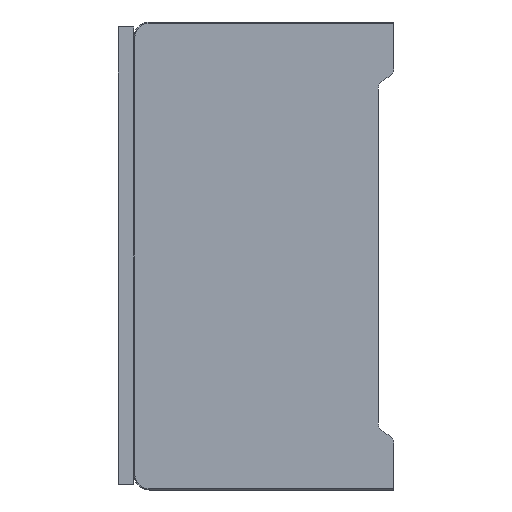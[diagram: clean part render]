
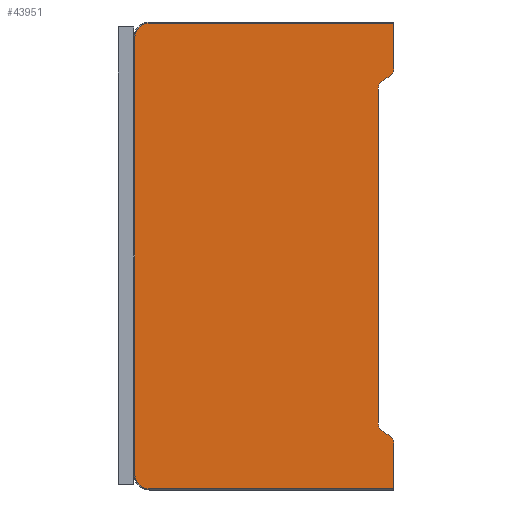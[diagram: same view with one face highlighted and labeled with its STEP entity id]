
A CAD part, left-side view. The second image highlights one B-rep face of the part: STEP entity #43951.
In plain terms, the highlighted planar face has unit normal (-1, 0, 0).
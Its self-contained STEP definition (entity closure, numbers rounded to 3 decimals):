
#2624=DIRECTION('',(0.,0.,-1.));
#2625=VECTOR('',#2624,84.);
#2626=CARTESIAN_POINT('',(0.,49.8,
-3.));
#2627=LINE('',#2626,#2625);
#2643=DIRECTION('',(0.,1.,0.));
#2644=VECTOR('',#2643,47.);
#2645=CARTESIAN_POINT('',(0.,0.,-0.2));
#2646=LINE('',#2645,#2644);
#3923=DIRECTION('',(0.,0.,1.));
#3924=VECTOR('',#3923,8.8);
#3925=CARTESIAN_POINT('',(0.,0.,-89.8));
#3926=LINE('',#3925,#3924);
#3959=DIRECTION('',(0.,0.,1.));
#3960=VECTOR('',#3959,64.226);
#3961=CARTESIAN_POINT('',(0.,3.,-77.113));
#3962=LINE('',#3961,#3960);
#12179=DIRECTION('',(0.,-0.866,-0.5));
#12180=VECTOR('',#12179,1.309);
#12181=CARTESIAN_POINT('',(0.,2.,-78.845));
#12182=LINE('',#12181,#12180);
#12183=CARTESIAN_POINT('',(0.,1.732,-81.));
#12184=DIRECTION('',(1.,0.,0.));
#12185=DIRECTION('',(0.,-0.5,0.866));
#12186=AXIS2_PLACEMENT_3D('',#12183,#12184,#12185);
#12188=CARTESIAN_POINT('',(0.,47.,-87.));
#12189=DIRECTION('',(1.,0.,0.));
#12190=DIRECTION('',(0.,0.,-1.));
#12191=AXIS2_PLACEMENT_3D('',#12188,#12189,#12190);
#12193=CARTESIAN_POINT('',(0.,47.,-3.));
#12194=DIRECTION('',(1.,0.,0.));
#12195=DIRECTION('',(0.,1.,0.));
#12196=AXIS2_PLACEMENT_3D('',#12193,#12194,#12195);
#12198=DIRECTION('',(0.,0.,-1.));
#12199=VECTOR('',#12198,8.8);
#12200=CARTESIAN_POINT('',(0.,0.,-0.2));
#12201=LINE('',#12200,#12199);
#12202=CARTESIAN_POINT('',(0.,1.732,-9.));
#12203=DIRECTION('',(1.,0.,0.));
#12204=DIRECTION('',(0.,-1.,0.));
#12205=AXIS2_PLACEMENT_3D('',#12202,#12203,#12204);
#12207=DIRECTION('',(0.,0.866,-0.5));
#12208=VECTOR('',#12207,1.309);
#12209=CARTESIAN_POINT('',(0.,0.866,-10.5));
#12210=LINE('',#12209,#12208);
#12211=CARTESIAN_POINT('',(0.,1.,-12.887));
#12212=DIRECTION('',(-1.,0.,0.));
#12213=DIRECTION('',(0.,0.5,0.866));
#12214=AXIS2_PLACEMENT_3D('',#12211,#12212,#12213);
#12216=CARTESIAN_POINT('',(0.,1.,-77.113));
#12217=DIRECTION('',(-1.,0.,0.));
#12218=DIRECTION('',(0.,1.,0.));
#12219=AXIS2_PLACEMENT_3D('',#12216,#12217,#12218);
#12225=DIRECTION('',(0.,-1.,0.));
#12226=VECTOR('',#12225,47.);
#12227=CARTESIAN_POINT('',(0.,47.,
-89.8));
#12228=LINE('',#12227,#12226);
#24964=CARTESIAN_POINT('',(0.,0.,-81.));
#24966=VERTEX_POINT('',#24964);
#24971=CARTESIAN_POINT('',(0.,0.,-89.8));
#24972=VERTEX_POINT('',#24971);
#24973=CARTESIAN_POINT('',(0.,0.866,-79.5));
#24975=VERTEX_POINT('',#24973);
#24980=CARTESIAN_POINT('',(0.,2.,-78.845));
#24982=VERTEX_POINT('',#24980);
#24985=CARTESIAN_POINT('',(0.,3.,-77.113));
#24987=VERTEX_POINT('',#24985);
#24992=CARTESIAN_POINT('',(0.,3.,-12.887));
#24994=VERTEX_POINT('',#24992);
#25013=CARTESIAN_POINT('',(0.,2.,-11.155));
#25015=VERTEX_POINT('',#25013);
#25020=CARTESIAN_POINT('',(0.,0.866,-10.5));
#25022=VERTEX_POINT('',#25020);
#25025=CARTESIAN_POINT('',(0.,0.,-9.));
#25027=VERTEX_POINT('',#25025);
#25037=CARTESIAN_POINT('',(0.,0.,-0.2));
#25038=VERTEX_POINT('',#25037);
#26367=CARTESIAN_POINT('',(0.,49.8,-87.));
#26368=VERTEX_POINT('',#26367);
#26369=CARTESIAN_POINT('',(0.,47.,
-89.8));
#26370=VERTEX_POINT('',#26369);
#26371=CARTESIAN_POINT('',(0.,49.8,-3.));
#26372=VERTEX_POINT('',#26371);
#26373=CARTESIAN_POINT('',(0.,47.,-0.2));
#26374=VERTEX_POINT('',#26373);
#43929=CARTESIAN_POINT('',(0.,24.9,-45.));
#43930=DIRECTION('',(1.,0.,0.));
#43931=DIRECTION('',(0.,0.,1.));
#43932=AXIS2_PLACEMENT_3D('',#43929,#43930,#43931);
#43933=PLANE('',#43932);
#43934=ORIENTED_EDGE('',*,*,#34612,.T.);
#43935=ORIENTED_EDGE('',*,*,#34594,.T.);
#43936=ORIENTED_EDGE('',*,*,#34576,.F.);
#43938=ORIENTED_EDGE('',*,*,#43937,.F.);
#43939=ORIENTED_EDGE('',*,*,#33233,.T.);
#43940=ORIENTED_EDGE('',*,*,#33248,.F.);
#43941=ORIENTED_EDGE('',*,*,#33262,.T.);
#43942=ORIENTED_EDGE('',*,*,#33275,.F.);
#43943=ORIENTED_EDGE('',*,*,#33298,.T.);
#43944=ORIENTED_EDGE('',*,*,#34724,.T.);
#43945=ORIENTED_EDGE('',*,*,#34708,.T.);
#43946=ORIENTED_EDGE('',*,*,#34690,.T.);
#43947=ORIENTED_EDGE('',*,*,#34648,.F.);
#43948=ORIENTED_EDGE('',*,*,#34630,.T.);
#43949=EDGE_LOOP('',(#43934,#43935,#43936,#43938,#43939,#43940,#43941,#43942,
#43943,#43944,#43945,#43946,#43947,#43948));
#43950=FACE_OUTER_BOUND('',#43949,.F.);
#12187=CIRCLE('',#12186,1.732);
#12192=CIRCLE('',#12191,2.8);
#12197=CIRCLE('',#12196,2.8);
#12206=CIRCLE('',#12205,1.732);
#12215=CIRCLE('',#12214,2.);
#12220=CIRCLE('',#12219,2.);
#33233=EDGE_CURVE('',#26370,#26368,#12192,.T.);
#33248=EDGE_CURVE('',#26372,#26368,#2627,.T.);
#33262=EDGE_CURVE('',#26372,#26374,#12197,.T.);
#33275=EDGE_CURVE('',#25038,#26374,#2646,.T.);
#33298=EDGE_CURVE('',#25038,#25027,#12201,.T.);
#34576=EDGE_CURVE('',#24972,#24966,#3926,.T.);
#34594=EDGE_CURVE('',#24975,#24966,#12187,.T.);
#34612=EDGE_CURVE('',#24982,#24975,#12182,.T.);
#34630=EDGE_CURVE('',#24987,#24982,#12220,.T.);
#34648=EDGE_CURVE('',#24987,#24994,#3962,.T.);
#34690=EDGE_CURVE('',#25015,#24994,#12215,.T.);
#34708=EDGE_CURVE('',#25022,#25015,#12210,.T.);
#34724=EDGE_CURVE('',#25027,#25022,#12206,.T.);
#43937=EDGE_CURVE('',#26370,#24972,#12228,.T.);
#43951=ADVANCED_FACE('',(#43950),#43933,.F.);
